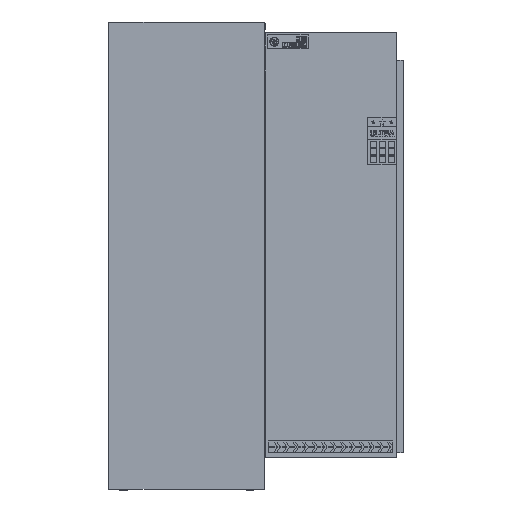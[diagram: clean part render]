
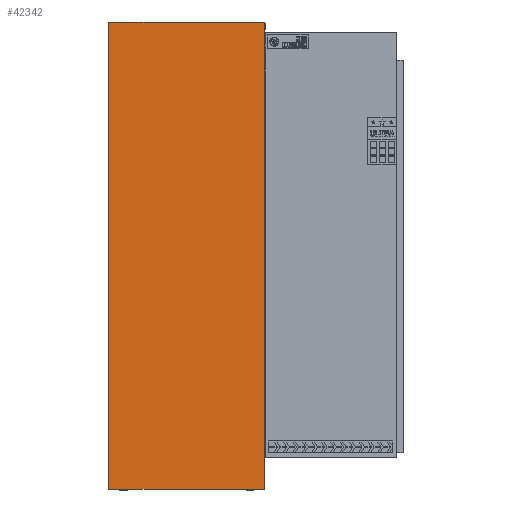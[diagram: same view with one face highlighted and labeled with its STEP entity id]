
A CAD part, left-side view. The second image highlights one B-rep face of the part: STEP entity #42342.
In plain terms, the highlighted planar face has unit normal (-1, 0, 0).
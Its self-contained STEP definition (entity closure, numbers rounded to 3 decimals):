
#4252=FACE_OUTER_BOUND('',#6817,.T.);
#6817=EDGE_LOOP('',(#36141,#36142,#36143,#36144));
#11312=LINE('',#69020,#15804);
#11318=LINE('',#69031,#15810);
#11319=LINE('',#69033,#15811);
#11320=LINE('',#69034,#15812);
#15804=VECTOR('',#54568,10.);
#15810=VECTOR('',#54578,10.);
#15811=VECTOR('',#54579,10.);
#15812=VECTOR('',#54580,10.);
#19573=VERTEX_POINT('',#69017);
#19574=VERTEX_POINT('',#69019);
#19577=VERTEX_POINT('',#69030);
#19578=VERTEX_POINT('',#69032);
#25137=EDGE_CURVE('',#19573,#19574,#11312,.T.);
#25143=EDGE_CURVE('',#19577,#19573,#11318,.T.);
#25144=EDGE_CURVE('',#19578,#19577,#11319,.T.);
#25145=EDGE_CURVE('',#19574,#19578,#11320,.T.);
#36141=ORIENTED_EDGE('',*,*,#25137,.F.);
#36142=ORIENTED_EDGE('',*,*,#25143,.F.);
#36143=ORIENTED_EDGE('',*,*,#25144,.F.);
#36144=ORIENTED_EDGE('',*,*,#25145,.F.);
#38027=PLANE('',#44985);
#42342=ADVANCED_FACE('',(#4252),#38027,.T.);
#44985=AXIS2_PLACEMENT_3D('',#69029,#54576,#54577);
#54568=DIRECTION('',(0.,0.,-1.));
#54576=DIRECTION('center_axis',(-1.,0.,0.));
#54577=DIRECTION('ref_axis',(0.,-1.,0.));
#54578=DIRECTION('',(0.,-1.,0.));
#54579=DIRECTION('',(0.,0.,1.));
#54580=DIRECTION('',(0.,1.,0.));
#69017=CARTESIAN_POINT('',(-596.88,-325.,975.));
#69019=CARTESIAN_POINT('',(-596.88,-325.,-975.));
#69020=CARTESIAN_POINT('',(-596.88,-325.,0.));
#69029=CARTESIAN_POINT('Origin',(-596.88,325.,0.));
#69030=CARTESIAN_POINT('',(-596.88,325.,975.));
#69031=CARTESIAN_POINT('',(-596.88,325.,975.));
#69032=CARTESIAN_POINT('',(-596.88,325.,-975.));
#69033=CARTESIAN_POINT('',(-596.88,325.,0.));
#69034=CARTESIAN_POINT('',(-596.88,325.,-975.));
